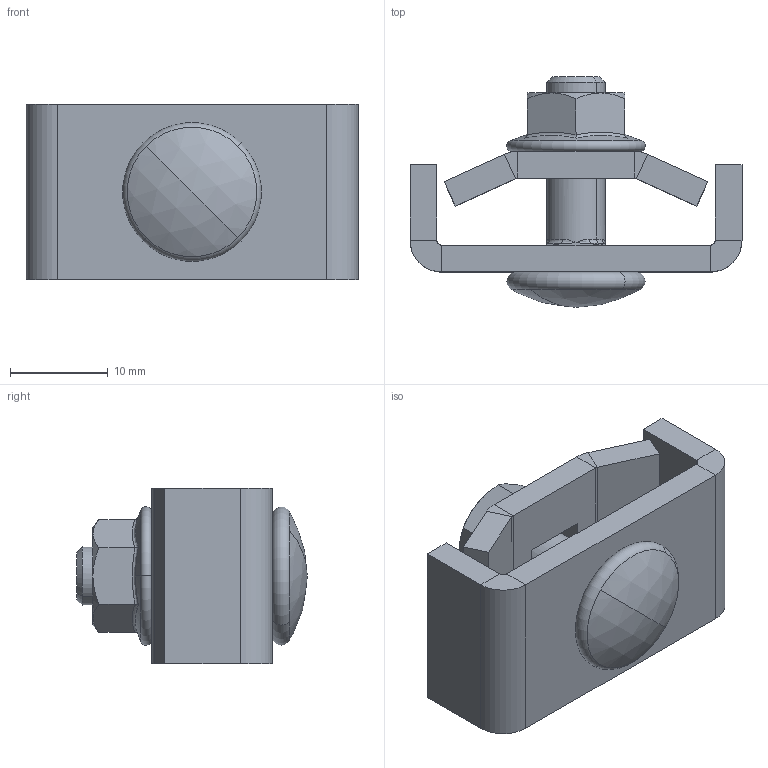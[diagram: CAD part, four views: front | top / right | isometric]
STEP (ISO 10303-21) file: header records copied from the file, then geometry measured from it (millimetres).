
FILE_DESCRIPTION (( 'STEP AP214' ), '1' );
FILE_NAME ('LC-KK34_3D.step', '2023-05-09T16:28:53', ( '' ), ( '' ), 'SwSTEP 2.0', 'SolidWorks 2022', '' );
FILE_SCHEMA (( 'AUTOMOTIVE_DESIGN' ));
Length unit declared in the file: millimetre
Products named in the file (5): PJ-KK34-XK; LC-KK34_3D; hex flange nut gradea_iso_ISO - 4161 - M6 - N; square neck bolt 02_iso_ISO 8678-M6x20-15-N; PJ-KK34-SK
Assembly tree (4 placements, depth 2):
  LC-KK34_3D
    PJ-KK34-XK
    PJ-KK34-SK
    square neck bolt 02_iso_ISO 8678-M6x20-15-N
    hex flange nut gradea_iso_ISO - 4161 - M6 - N
Bounding box: 34 x 23.6 x 18 mm (x, y, z)
Volume: 4985.1 mm3; surface area: 4612 mm2
Topology: 4 solids, 4 shells, 120 faces, 269 edges, 150 vertices
Faces by surface type: plane 58, cone 19, cylinder 18, bspline 14, torus 9, sphere 2
Entity records: 3779 total; most frequent: CARTESIAN_POINT 1106, ORIENTED_EDGE 522, DIRECTION 499, EDGE_CURVE 261, AXIS2_PLACEMENT_3D 185, VERTEX_POINT 150, LINE 129, VECTOR 129
